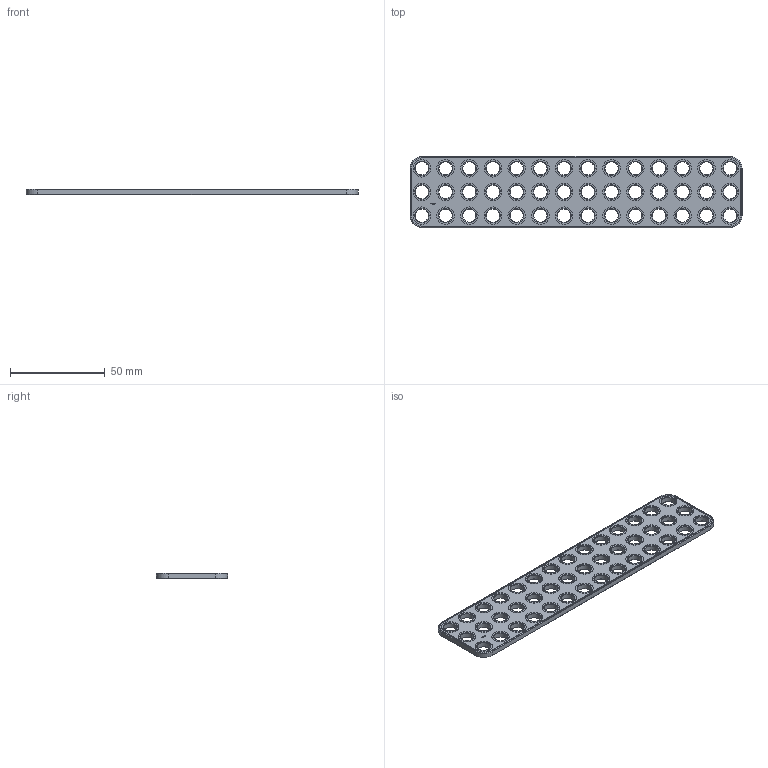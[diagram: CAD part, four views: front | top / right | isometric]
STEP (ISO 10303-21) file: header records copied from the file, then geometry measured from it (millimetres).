
FILE_DESCRIPTION(('FreeCAD Model'),'2;1');
FILE_NAME('Open CASCADE Shape Model','2024-10-08T19:02:39',(''),(''), 'Open CASCADE STEP processor 7.7','FreeCAD','Unknown');
FILE_SCHEMA(('AUTOMOTIVE_DESIGN { 1 0 10303 214 1 1 1 1 }'));
Length unit declared in the file: millimetre
Products named in the file (1): Plate RCT CRNR BU14x03x00.25 - SPN-PLT-0152 (stemfie.org)
Bounding box: 175 x 37.5 x 3.12 mm (x, y, z)
Volume: 14547.7 mm3; surface area: 13871.1 mm2
Topology: 1 solids, 1 shells, 688 faces, 1739 edges, 1126 vertices
Faces by surface type: plane 372, extrusion 132, cylinder 92, cone 92
Full cylindrical faces by diameter (mm): 7 x42, 9.2 x42
Entity records: 21092 total; most frequent: CARTESIAN_POINT 4625, ORIENTED_EDGE 3478, DIRECTION 2997, EDGE_CURVE 1739, VECTOR 1331, LINE 1199, VERTEX_POINT 1126, FACE_BOUND 845
